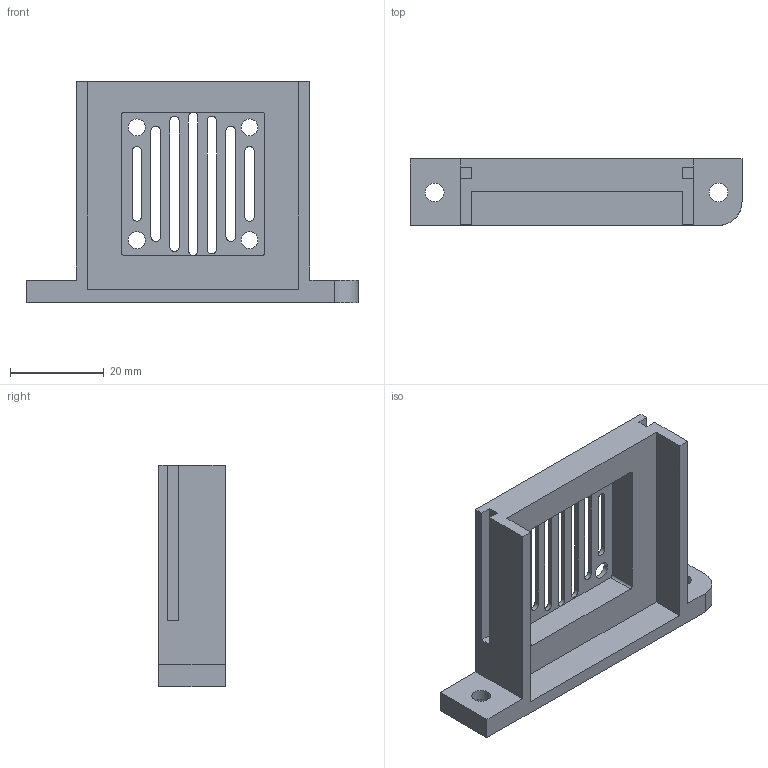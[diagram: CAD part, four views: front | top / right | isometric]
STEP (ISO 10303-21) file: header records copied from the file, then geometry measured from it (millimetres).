
FILE_DESCRIPTION(/* description */ ('STEP AP242','CAx-IF Rec.Pracs.---Representation and Presentation of Product Manufacturing Information (PMI)---4.0---2014-10-13','CAx-IF Rec.Pracs.---3D Tessellated Geometry---0.4---2014-09-14','2;1'),/* implementation_level */ '2;1');
FILE_NAME(/* name */ '648736249dacf837aa530634',/* time_stamp */ '2023-06-12T15:13:41Z',/* author */ (''),/* organization */ (''),/* preprocessor_version */ 'ST-DEVELOPER v19.4',/* originating_system */ ' ',/* authorisation */ ' ');
FILE_SCHEMA (('AP242_MANAGED_MODEL_BASED_3D_ENGINEERING_MIM_LF { 1 0 10303 442 1 1 4 }'));
Length unit declared in the file: metre
Products named in the file (1): FanCover
Bounding box: 70.8 x 14.15 x 47.15 mm (x, y, z)
Volume: 13828.6 mm3; surface area: 9647.6 mm2
Topology: 1 solids, 1 shells, 71 faces, 200 edges, 133 vertices
Faces by surface type: plane 44, cylinder 27
Full cylindrical faces by diameter (mm): 3.6 x4, 4 x2, 6 x2
Entity records: 2337 total; most frequent: CARTESIAN_POINT 400, DIRECTION 391, ORIENTED_EDGE 384, EDGE_CURVE 192, LINE 135, VECTOR 135, VERTEX_POINT 133, AXIS2_PLACEMENT_3D 128
